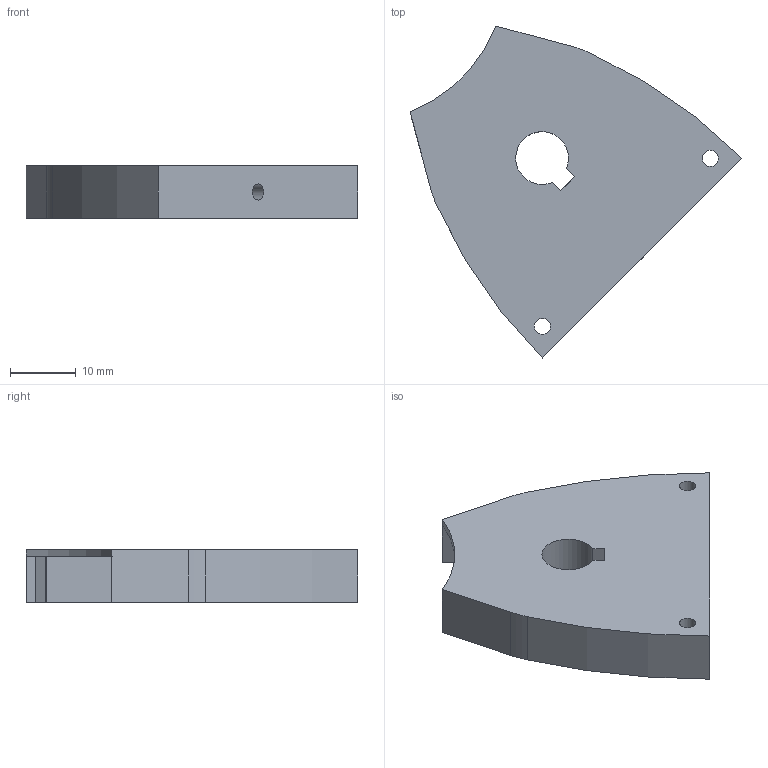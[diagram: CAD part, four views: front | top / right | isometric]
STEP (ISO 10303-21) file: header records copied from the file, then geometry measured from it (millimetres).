
FILE_DESCRIPTION(/* description */ (''),/* implementation_level */ '2;1');
FILE_NAME(/* name */ 'GuidePlateCorner.stp',/* time_stamp */ '2021-06-29T09:21:31-04:00',/* author */ ('elmar'),/* organization */ (''),/* preprocessor_version */ 'ST-DEVELOPER v18.1',/* originating_system */ 'Autodesk Inventor 2022',/* authorisation */ '');
FILE_SCHEMA (('AUTOMOTIVE_DESIGN { 1 0 10303 214 3 1 1 }'));
Length unit declared in the file: millimetre
Products named in the file (1): GuidePlateMetal
Bounding box: 50.3 x 50.3 x 8 mm (x, y, z)
Volume: 5912 mm3; surface area: 5227.5 mm2
Topology: 1 solids, 1 shells, 37 faces, 101 edges, 66 vertices
Faces by surface type: plane 19, cylinder 16, cone 2
Full cylindrical faces by diameter (mm): 2.459 x3
Entity records: 1243 total; most frequent: DIRECTION 211, CARTESIAN_POINT 205, ORIENTED_EDGE 202, EDGE_CURVE 101, AXIS2_PLACEMENT_3D 72, LINE 67, VECTOR 67, VERTEX_POINT 66
